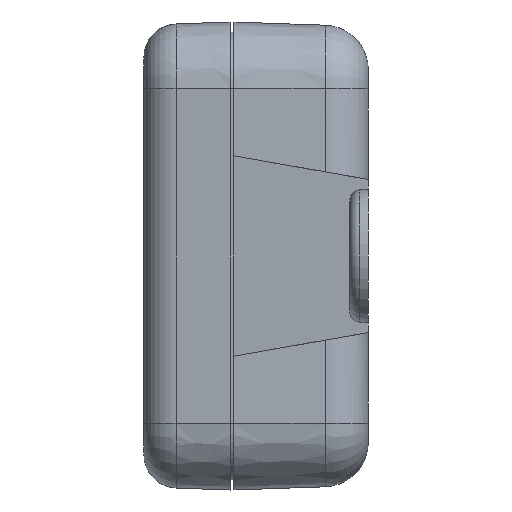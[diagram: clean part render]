
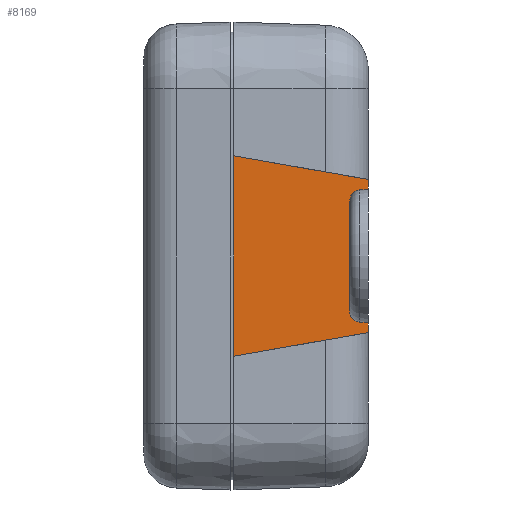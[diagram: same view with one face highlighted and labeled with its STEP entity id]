
A CAD part, left-side view. The second image highlights one B-rep face of the part: STEP entity #8169.
In plain terms, the highlighted planar face has unit normal (-1, 0.026, 0).
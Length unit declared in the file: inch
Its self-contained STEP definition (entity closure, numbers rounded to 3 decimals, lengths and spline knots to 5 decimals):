
#137 = VERTEX_POINT ( 'NONE', #11890 ) ;
#159 = VERTEX_POINT ( 'NONE', #11619 ) ;
#161 = VERTEX_POINT ( 'NONE', #11612 ) ;
#167 = VERTEX_POINT ( 'NONE', #11627 ) ;
#168 = VERTEX_POINT ( 'NONE', #11633 ) ;
#170 = VERTEX_POINT ( 'NONE', #11606 ) ;
#172 = VERTEX_POINT ( 'NONE', #11602 ) ;
#173 = VERTEX_POINT ( 'NONE', #11600 ) ;
#174 = VERTEX_POINT ( 'NONE', #11598 ) ;
#175 = VERTEX_POINT ( 'NONE', #11597 ) ;
#1854 = CARTESIAN_POINT ( 'NONE',  ( -2.14355, -0.70851, -0.37085 ) ) ;
#1855 = CARTESIAN_POINT ( 'NONE',  ( -2.14205, -0.651, 0.30808 ) ) ;
#2001 = AXIS2_PLACEMENT_3D ( 'NONE', #3439, #3436, #3435 ) ;
#2244 = ORIENTED_EDGE ( 'NONE', *, *, #7697, .T. ) ;
#2245 = ORIENTED_EDGE ( 'NONE', *, *, #7700, .T. ) ;
#2246 = ORIENTED_EDGE ( 'NONE', *, *, #7650, .F. ) ;
#2247 = ORIENTED_EDGE ( 'NONE', *, *, #7693, .T. ) ;
#2248 = ORIENTED_EDGE ( 'NONE', *, *, #7672, .T. ) ;
#2263 = ORIENTED_EDGE ( 'NONE', *, *, #7649, .F. ) ;
#2288 = ORIENTED_EDGE ( 'NONE', *, *, #7648, .T. ) ;
#2295 = ORIENTED_EDGE ( 'NONE', *, *, #7651, .T. ) ;
#2306 = ORIENTED_EDGE ( 'NONE', *, *, #7681, .T. ) ;
#2500 = ORIENTED_EDGE ( 'NONE', *, *, #7669, .T. ) ;
#3143 = DIRECTION ( 'NONE',  ( -0.026, -0.996, 0.087 ) ) ;
#3150 = CARTESIAN_POINT ( 'NONE',  ( -2.12558, -0.02201, 0.31078 ) ) ;
#3435 = DIRECTION ( 'NONE',  ( -0.026, -1., 0. ) ) ;
#3436 = DIRECTION ( 'NONE',  ( -1., 0.026, 0. ) ) ;
#3438 = PLANE ( 'NONE',  #2001 ) ;
#3439 = CARTESIAN_POINT ( 'NONE',  ( -2.125, 0., 0.5625 ) ) ;
#3651 = DIRECTION ( 'NONE',  ( 0.026, 0.996, 0.087 ) ) ;
#3736 = DIRECTION ( 'NONE',  ( 0., 0., 1. ) ) ;
#3741 = CARTESIAN_POINT ( 'NONE',  ( -2.1448, -0.756, 0.5625 ) ) ;
#3782 = DIRECTION ( 'NONE',  ( 0., 0., 1. ) ) ;
#3786 = CARTESIAN_POINT ( 'NONE',  ( -2.14205, -0.651, 0.5625 ) ) ;
#4681 = CARTESIAN_POINT ( 'NONE',  ( -2.14205, -0.651, -0.30808 ) ) ;
#4685 = CARTESIAN_POINT ( 'NONE',  ( -2.14205, -0.651, -0.34248 ) ) ;
#4687 = CARTESIAN_POINT ( 'NONE',  ( -2.14266, -0.67424, -0.36785 ) ) ;
#4732 = CARTESIAN_POINT ( 'NONE',  ( -2.14266, -0.67424, 0.36785 ) ) ;
#4739 = CARTESIAN_POINT ( 'NONE',  ( -2.14355, -0.70851, 0.37085 ) ) ;
#4741 = CARTESIAN_POINT ( 'NONE',  ( -2.14205, -0.651, 0.34248 ) ) ;
#5250 = DIRECTION ( 'NONE',  ( 0.026, 0.984, -0.174 ) ) ;
#5255 = CARTESIAN_POINT ( 'NONE',  ( -2.12475, 0.00952, -0.56418 ) ) ;
#5921 =( BOUNDED_CURVE ( )  B_SPLINE_CURVE ( 3, ( #1854, #4687, #4685, #4681 ),
 .UNSPECIFIED., .F., .F. ) 
 B_SPLINE_CURVE_WITH_KNOTS ( ( 4, 4 ),
 ( 4.79966, 6.28319 ),
 .UNSPECIFIED. ) 
 CURVE ( )  GEOMETRIC_REPRESENTATION_ITEM ( )  RATIONAL_B_SPLINE_CURVE ( ( 1., 0.825, 0.825, 1. ) ) 
 REPRESENTATION_ITEM ( '' )  );
#5926 =( BOUNDED_CURVE ( )  B_SPLINE_CURVE ( 3, ( #1855, #4741, #4732, #4739 ),
 .UNSPECIFIED., .F., .T. ) 
 B_SPLINE_CURVE_WITH_KNOTS ( ( 4, 4 ),
 ( 3.14159, 4.62512 ),
 .UNSPECIFIED. ) 
 CURVE ( )  GEOMETRIC_REPRESENTATION_ITEM ( )  RATIONAL_B_SPLINE_CURVE ( ( 1., 0.825, 0.825, 1. ) ) 
 REPRESENTATION_ITEM ( '' )  );
#7648 = EDGE_CURVE ( 'NONE', #159, #172, #11766, .T. ) ;
#7649 = EDGE_CURVE ( 'NONE', #159, #161, #11758, .T. ) ;
#7650 = EDGE_CURVE ( 'NONE', #161, #175, #11774, .T. ) ;
#7651 = EDGE_CURVE ( 'NONE', #174, #175, #11779, .T. ) ;
#7669 = EDGE_CURVE ( 'NONE', #170, #168, #5921, .T. ) ;
#7672 = EDGE_CURVE ( 'NONE', #137, #173, #5926, .T. ) ;
#7681 = EDGE_CURVE ( 'NONE', #172, #170, #11628, .T. ) ;
#7693 = EDGE_CURVE ( 'NONE', #168, #137, #11599, .T. ) ;
#7697 = EDGE_CURVE ( 'NONE', #173, #167, #11564, .T. ) ;
#7700 = EDGE_CURVE ( 'NONE', #167, #174, #11562, .T. ) ;
#8067 = DIRECTION ( 'NONE',  ( 0., 0., 1. ) ) ;
#8069 = CARTESIAN_POINT ( 'NONE',  ( -2.125, 0., 0.5625 ) ) ;
#8070 = CARTESIAN_POINT ( 'NONE',  ( -2.125, 0., 0.5625 ) ) ;
#8071 = DIRECTION ( 'NONE',  ( 0.026, 0.984, 0.174 ) ) ;
#8089 = CARTESIAN_POINT ( 'NONE',  ( -2.1448, -0.756, 0.5625 ) ) ;
#8091 = DIRECTION ( 'NONE',  ( 0., 0., 1. ) ) ;
#8169 = ADVANCED_FACE ( 'NONE', ( #11299 ), #3438, .T. ) ;
#8234 = CARTESIAN_POINT ( 'NONE',  ( -2.12302, 0.0756, -0.30224 ) ) ;
#8857 = EDGE_LOOP ( 'NONE', ( #2306, #2500, #2247, #2248, #2244, #2245, #2295, #2246, #2263, #2288 ) ) ;
#11299 = FACE_OUTER_BOUND ( 'NONE', #8857, .T. ) ;
#11561 = VECTOR ( 'NONE', #3736, 39.37008 ) ;
#11562 = LINE ( 'NONE', #3741, #11561 ) ;
#11564 = LINE ( 'NONE', #3150, #11567 ) ;
#11567 = VECTOR ( 'NONE', #3143, 39.37008 ) ;
#11586 = VECTOR ( 'NONE', #3782, 39.37008 ) ;
#11597 = CARTESIAN_POINT ( 'NONE',  ( -2.125, 0., 0.5625 ) ) ;
#11598 = CARTESIAN_POINT ( 'NONE',  ( -2.1448, -0.756, 0.4292 ) ) ;
#11599 = LINE ( 'NONE', #3786, #11586 ) ;
#11600 = CARTESIAN_POINT ( 'NONE',  ( -2.14355, -0.70851, 0.37085 ) ) ;
#11602 = CARTESIAN_POINT ( 'NONE',  ( -2.1448, -0.756, -0.375 ) ) ;
#11606 = CARTESIAN_POINT ( 'NONE',  ( -2.14355, -0.70851, -0.37085 ) ) ;
#11612 = CARTESIAN_POINT ( 'NONE',  ( -2.125, 0., -0.5625 ) ) ;
#11619 = CARTESIAN_POINT ( 'NONE',  ( -2.1448, -0.756, -0.4292 ) ) ;
#11627 = CARTESIAN_POINT ( 'NONE',  ( -2.1448, -0.756, 0.375 ) ) ;
#11628 = LINE ( 'NONE', #8234, #11661 ) ;
#11633 = CARTESIAN_POINT ( 'NONE',  ( -2.14205, -0.651, -0.30808 ) ) ;
#11661 = VECTOR ( 'NONE', #3651, 39.37008 ) ;
#11758 = LINE ( 'NONE', #5255, #11770 ) ;
#11766 = LINE ( 'NONE', #8089, #11769 ) ;
#11769 = VECTOR ( 'NONE', #8091, 39.37008 ) ;
#11770 = VECTOR ( 'NONE', #5250, 39.37008 ) ;
#11774 = LINE ( 'NONE', #8069, #11776 ) ;
#11776 = VECTOR ( 'NONE', #8067, 39.37008 ) ;
#11779 = LINE ( 'NONE', #8070, #11781 ) ;
#11781 = VECTOR ( 'NONE', #8071, 39.37008 ) ;
#11890 = CARTESIAN_POINT ( 'NONE',  ( -2.14205, -0.651, 0.30808 ) ) ;
